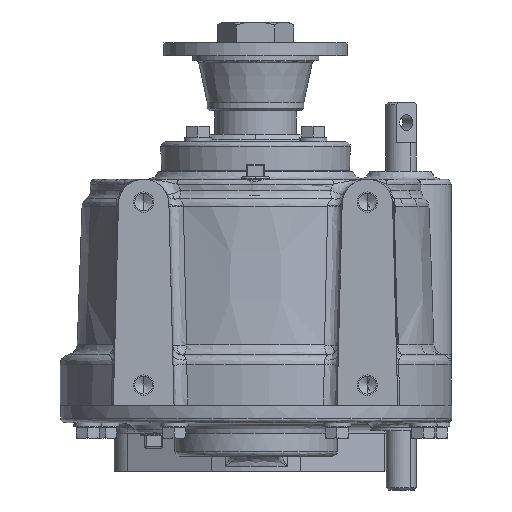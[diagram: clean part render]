
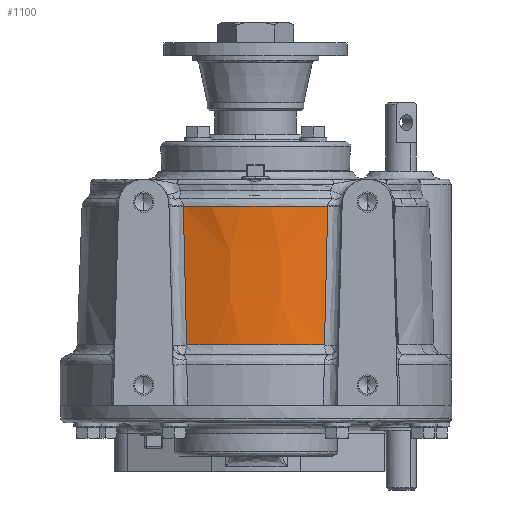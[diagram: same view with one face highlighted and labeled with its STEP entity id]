
A CAD part, front view. The second image highlights one B-rep face of the part: STEP entity #1100.
In plain terms, the highlighted conical face has half-angle 2 degrees and reference radius 111.408 mm.
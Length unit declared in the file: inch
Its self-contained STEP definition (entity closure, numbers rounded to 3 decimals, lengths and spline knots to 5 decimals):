
#1100 = ADVANCED_FACE ( 'NONE', ( #27104 ), #47752, .T. ) ;
#8917 = CARTESIAN_POINT ( 'NONE',  ( -1.7749, -3.88039, 5.01671 ) ) ;
#9025 = B_SPLINE_CURVE_WITH_KNOTS ( 'NONE', 3,
 ( #35513, #79424, #44400, #105921 ),
 .UNSPECIFIED., .F., .F.,
 ( 4, 4 ),
 ( 0., 1. ),
 .UNSPECIFIED. ) ;
#21570 = CARTESIAN_POINT ( 'NONE',  ( 0., 0., 5.01671 ) ) ;
#21596 = DIRECTION ( 'NONE',  ( 0., 0., -1. ) ) ;
#27104 = FACE_OUTER_BOUND ( 'NONE', #30245, .T. ) ;
#27966 = EDGE_CURVE ( 'NONE', #99181, #43543, #104729, .T. ) ;
#30245 = EDGE_LOOP ( 'NONE', ( #98403, #31797, #111358, #111264 ) ) ;
#30377 = DIRECTION ( 'NONE',  ( -0.93, 0.368, 0. ) ) ;
#31797 = ORIENTED_EDGE ( 'NONE', *, *, #27966, .T. ) ;
#35513 = CARTESIAN_POINT ( 'NONE',  ( -1.7749, -3.88039, 5.01671 ) ) ;
#36538 = CARTESIAN_POINT ( 'NONE',  ( -1.69479, -4.0455, 1.60577 ) ) ;
#37923 = DIRECTION ( 'NONE',  ( 0., 0., 1. ) ) ;
#40580 = CIRCLE ( 'NONE', #53472, 4.38616 ) ;
#43219 = CARTESIAN_POINT ( 'NONE',  ( 1.69479, -4.0455, 1.60577 ) ) ;
#43543 = VERTEX_POINT ( 'NONE', #93490 ) ;
#43914 = AXIS2_PLACEMENT_3D ( 'NONE', #21570, #83140, #30377 ) ;
#44400 = CARTESIAN_POINT ( 'NONE',  ( -1.72209, -3.99016, 2.76541 ) ) ;
#46892 = CARTESIAN_POINT ( 'NONE',  ( 0., 0., 1.60577 ) ) ;
#47752 = CONICAL_SURFACE ( 'NONE', #97465, 4.38616, 0.035 ) ;
#53472 = AXIS2_PLACEMENT_3D ( 'NONE', #90663, #37923, #99516 ) ;
#60503 = CARTESIAN_POINT ( 'NONE',  ( 1.72209, -3.99016, 2.76541 ) ) ;
#62402 = CARTESIAN_POINT ( 'NONE',  ( 1.69479, -4.0455, 1.60577 ) ) ;
#65261 = EDGE_CURVE ( 'NONE', #72713, #99181, #40580, .T. ) ;
#65486 = DIRECTION ( 'NONE',  ( 0., 1., 0. ) ) ;
#72713 = VERTEX_POINT ( 'NONE', #36538 ) ;
#78769 = CIRCLE ( 'NONE', #43914, 4.26704 ) ;
#79424 = CARTESIAN_POINT ( 'NONE',  ( -1.74879, -3.93512, 3.90238 ) ) ;
#83140 = DIRECTION ( 'NONE',  ( 0., 0., -1. ) ) ;
#84158 = EDGE_CURVE ( 'NONE', #43543, #108839, #78769, .T. ) ;
#90663 = CARTESIAN_POINT ( 'NONE',  ( 0., 0., 1.60577 ) ) ;
#93490 = CARTESIAN_POINT ( 'NONE',  ( 1.7749, -3.88039, 5.01671 ) ) ;
#94762 = EDGE_CURVE ( 'NONE', #108839, #72713, #9025, .T. ) ;
#97465 = AXIS2_PLACEMENT_3D ( 'NONE', #46892, #21596, #65486 ) ;
#98403 = ORIENTED_EDGE ( 'NONE', *, *, #65261, .T. ) ;
#99181 = VERTEX_POINT ( 'NONE', #62402 ) ;
#99516 = DIRECTION ( 'NONE',  ( -0.93, 0.368, 0. ) ) ;
#104357 = CARTESIAN_POINT ( 'NONE',  ( 1.74879, -3.93512, 3.90239 ) ) ;
#104729 = B_SPLINE_CURVE_WITH_KNOTS ( 'NONE', 3,
 ( #43219, #60503, #104357, #104731 ),
 .UNSPECIFIED., .F., .F.,
 ( 4, 4 ),
 ( 0., 1. ),
 .UNSPECIFIED. ) ;
#104731 = CARTESIAN_POINT ( 'NONE',  ( 1.7749, -3.88039, 5.01671 ) ) ;
#105921 = CARTESIAN_POINT ( 'NONE',  ( -1.69479, -4.0455, 1.60577 ) ) ;
#108839 = VERTEX_POINT ( 'NONE', #8917 ) ;
#111264 = ORIENTED_EDGE ( 'NONE', *, *, #94762, .T. ) ;
#111358 = ORIENTED_EDGE ( 'NONE', *, *, #84158, .T. ) ;
